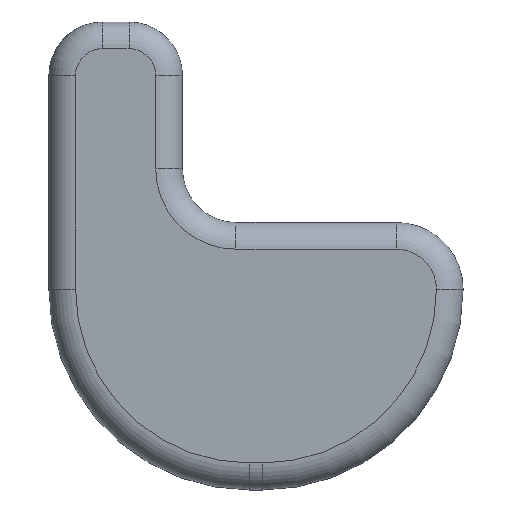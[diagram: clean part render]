
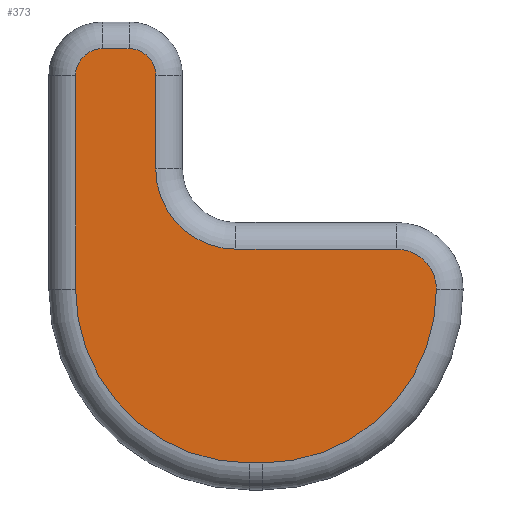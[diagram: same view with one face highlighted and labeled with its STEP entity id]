
A CAD part, top view. The second image highlights one B-rep face of the part: STEP entity #373.
In plain terms, the highlighted planar face has unit normal (0, 0, 1).
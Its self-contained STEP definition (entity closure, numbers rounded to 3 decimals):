
#106 = VERTEX_POINT('',#107);
#107 = CARTESIAN_POINT('',(-14.,19.,0.));
#116 = VERTEX_POINT('',#117);
#117 = CARTESIAN_POINT('',(-16.,19.,0.));
#124 = EDGE_CURVE('',#106,#116,#125,.T.);
#125 = LINE('',#126,#127);
#126 = CARTESIAN_POINT('',(-14.,19.,0.));
#127 = VECTOR('',#128,1.);
#128 = DIRECTION('',(-1.,-0.,-0.));
#302 = EDGE_CURVE('',#116,#303,#305,.T.);
#303 = VERTEX_POINT('',#304);
#304 = CARTESIAN_POINT('',(-18.,17.,0.));
#305 = CIRCLE('',#306,2.);
#306 = AXIS2_PLACEMENT_3D('',#307,#308,#309);
#307 = CARTESIAN_POINT('',(-16.,17.,0.));
#308 = DIRECTION('',(0.,-0.,1.));
#309 = DIRECTION('',(0.,1.,0.));
#352 = VERTEX_POINT('',#353);
#353 = CARTESIAN_POINT('',(-12.,17.,0.));
#360 = EDGE_CURVE('',#352,#106,#361,.T.);
#361 = CIRCLE('',#362,2.);
#362 = AXIS2_PLACEMENT_3D('',#363,#364,#365);
#363 = CARTESIAN_POINT('',(-14.,17.,0.));
#364 = DIRECTION('',(0.,0.,1.));
#365 = DIRECTION('',(1.,0.,-0.));
#373 = ADVANCED_FACE('',(#374),#445,.F.);
#374 = FACE_BOUND('',#375,.F.);
#375 = EDGE_LOOP('',(#376,#387,#395,#404,#410,#411,#412,#413,#421,#430,
    #438));
#376 = ORIENTED_EDGE('',*,*,#377,.F.);
#377 = EDGE_CURVE('',#378,#380,#382,.T.);
#378 = VERTEX_POINT('',#379);
#379 = CARTESIAN_POINT('',(-4.,-12.,0.));
#380 = VERTEX_POINT('',#381);
#381 = CARTESIAN_POINT('',(9.,1.,0.));
#382 = CIRCLE('',#383,13.);
#383 = AXIS2_PLACEMENT_3D('',#384,#385,#386);
#384 = CARTESIAN_POINT('',(-4.,1.,0.));
#385 = DIRECTION('',(0.,0.,1.));
#386 = DIRECTION('',(0.,-1.,0.));
#387 = ORIENTED_EDGE('',*,*,#388,.F.);
#388 = EDGE_CURVE('',#389,#378,#391,.T.);
#389 = VERTEX_POINT('',#390);
#390 = CARTESIAN_POINT('',(-5.,-12.,0.));
#391 = LINE('',#392,#393);
#392 = CARTESIAN_POINT('',(-5.,-12.,0.));
#393 = VECTOR('',#394,1.);
#394 = DIRECTION('',(1.,0.,0.));
#395 = ORIENTED_EDGE('',*,*,#396,.F.);
#396 = EDGE_CURVE('',#397,#389,#399,.T.);
#397 = VERTEX_POINT('',#398);
#398 = CARTESIAN_POINT('',(-18.,1.,0.));
#399 = CIRCLE('',#400,13.);
#400 = AXIS2_PLACEMENT_3D('',#401,#402,#403);
#401 = CARTESIAN_POINT('',(-5.,1.,0.));
#402 = DIRECTION('',(0.,0.,1.));
#403 = DIRECTION('',(-1.,0.,0.));
#404 = ORIENTED_EDGE('',*,*,#405,.F.);
#405 = EDGE_CURVE('',#303,#397,#406,.T.);
#406 = LINE('',#407,#408);
#407 = CARTESIAN_POINT('',(-18.,17.,0.));
#408 = VECTOR('',#409,1.);
#409 = DIRECTION('',(-0.,-1.,-0.));
#410 = ORIENTED_EDGE('',*,*,#302,.F.);
#411 = ORIENTED_EDGE('',*,*,#124,.F.);
#412 = ORIENTED_EDGE('',*,*,#360,.F.);
#413 = ORIENTED_EDGE('',*,*,#414,.F.);
#414 = EDGE_CURVE('',#415,#352,#417,.T.);
#415 = VERTEX_POINT('',#416);
#416 = CARTESIAN_POINT('',(-12.,10.,0.));
#417 = LINE('',#418,#419);
#418 = CARTESIAN_POINT('',(-12.,10.,0.));
#419 = VECTOR('',#420,1.);
#420 = DIRECTION('',(0.,1.,0.));
#421 = ORIENTED_EDGE('',*,*,#422,.F.);
#422 = EDGE_CURVE('',#423,#415,#425,.T.);
#423 = VERTEX_POINT('',#424);
#424 = CARTESIAN_POINT('',(-6.,4.,0.));
#425 = CIRCLE('',#426,6.);
#426 = AXIS2_PLACEMENT_3D('',#427,#428,#429);
#427 = CARTESIAN_POINT('',(-6.,10.,0.));
#428 = DIRECTION('',(0.,0.,-1.));
#429 = DIRECTION('',(0.,-1.,-0.));
#430 = ORIENTED_EDGE('',*,*,#431,.F.);
#431 = EDGE_CURVE('',#432,#423,#434,.T.);
#432 = VERTEX_POINT('',#433);
#433 = CARTESIAN_POINT('',(6.,4.,0.));
#434 = LINE('',#435,#436);
#435 = CARTESIAN_POINT('',(6.,4.,0.));
#436 = VECTOR('',#437,1.);
#437 = DIRECTION('',(-1.,-0.,-0.));
#438 = ORIENTED_EDGE('',*,*,#439,.F.);
#439 = EDGE_CURVE('',#380,#432,#440,.T.);
#440 = CIRCLE('',#441,3.);
#441 = AXIS2_PLACEMENT_3D('',#442,#443,#444);
#442 = CARTESIAN_POINT('',(6.,1.,0.));
#443 = DIRECTION('',(0.,0.,1.));
#444 = DIRECTION('',(1.,0.,-0.));
#445 = PLANE('',#446);
#446 = AXIS2_PLACEMENT_3D('',#447,#448,#449);
#447 = CARTESIAN_POINT('',(-7.23,2.443,0.));
#448 = DIRECTION('',(-0.,-0.,-1.));
#449 = DIRECTION('',(-1.,0.,0.));
